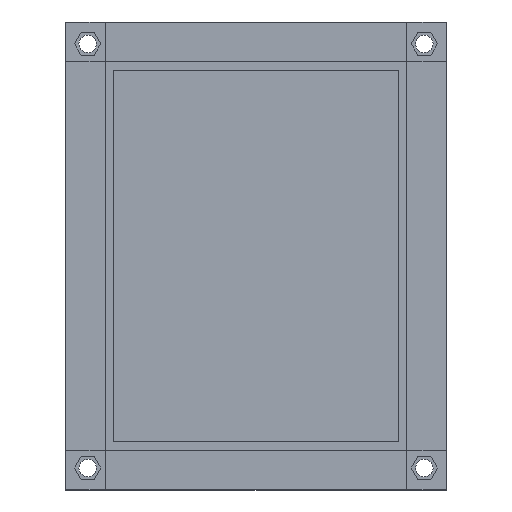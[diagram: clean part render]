
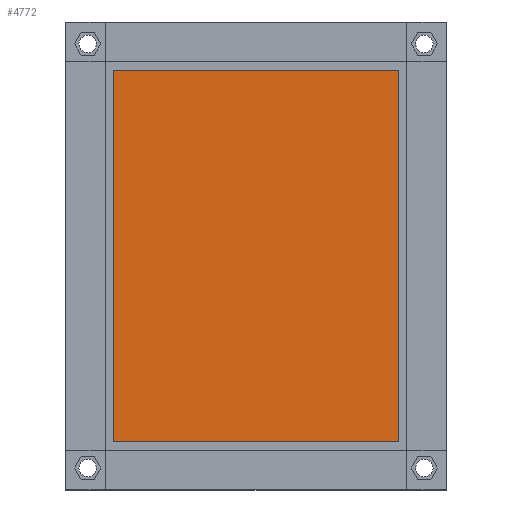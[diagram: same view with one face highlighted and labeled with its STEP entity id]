
A CAD part, top view. The second image highlights one B-rep face of the part: STEP entity #4772.
In plain terms, the highlighted planar face has unit normal (0, 0, 1).
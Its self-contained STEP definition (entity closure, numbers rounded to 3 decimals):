
#4140 = PLANE('',#4141);
#4141 = AXIS2_PLACEMENT_3D('',#4142,#4143,#4144);
#4142 = CARTESIAN_POINT('',(-16.25,21.25,8.));
#4143 = DIRECTION('',(0.,-1.,0.));
#4144 = DIRECTION('',(1.,0.,0.));
#4166 = PLANE('',#4167);
#4167 = AXIS2_PLACEMENT_3D('',#4168,#4169,#4170);
#4168 = CARTESIAN_POINT('',(-16.25,-21.25,8.));
#4169 = DIRECTION('',(1.,0.,0.));
#4170 = DIRECTION('',(0.,1.,0.));
#4192 = PLANE('',#4193);
#4193 = AXIS2_PLACEMENT_3D('',#4194,#4195,#4196);
#4194 = CARTESIAN_POINT('',(16.25,-21.25,8.));
#4195 = DIRECTION('',(0.,1.,0.));
#4196 = DIRECTION('',(-1.,0.,0.));
#4216 = PLANE('',#4217);
#4217 = AXIS2_PLACEMENT_3D('',#4218,#4219,#4220);
#4218 = CARTESIAN_POINT('',(16.25,21.25,8.));
#4219 = DIRECTION('',(-1.,0.,0.));
#4220 = DIRECTION('',(0.,-1.,0.));
#4565 = VERTEX_POINT('',#4566);
#4566 = CARTESIAN_POINT('',(-16.25,21.25,1.));
#4587 = EDGE_CURVE('',#4565,#4588,#4590,.T.);
#4588 = VERTEX_POINT('',#4589);
#4589 = CARTESIAN_POINT('',(16.25,21.25,1.));
#4590 = SURFACE_CURVE('',#4591,(#4595,#4602),.PCURVE_S1.);
#4591 = LINE('',#4592,#4593);
#4592 = CARTESIAN_POINT('',(-16.25,21.25,1.));
#4593 = VECTOR('',#4594,1.);
#4594 = DIRECTION('',(1.,0.,0.));
#4595 = PCURVE('',#4140,#4596);
#4596 = DEFINITIONAL_REPRESENTATION('',(#4597),#4601);
#4597 = LINE('',#4598,#4599);
#4598 = CARTESIAN_POINT('',(0.,-7.));
#4599 = VECTOR('',#4600,1.);
#4600 = DIRECTION('',(1.,0.));
#4601 = ( GEOMETRIC_REPRESENTATION_CONTEXT(2) 
PARAMETRIC_REPRESENTATION_CONTEXT() REPRESENTATION_CONTEXT('2D SPACE',''
  ) );
#4602 = PCURVE('',#4603,#4608);
#4603 = PLANE('',#4604);
#4604 = AXIS2_PLACEMENT_3D('',#4605,#4606,#4607);
#4605 = CARTESIAN_POINT('',(0.,0.,1.));
#4606 = DIRECTION('',(-0.,-0.,-1.));
#4607 = DIRECTION('',(-1.,0.,0.));
#4608 = DEFINITIONAL_REPRESENTATION('',(#4609),#4613);
#4609 = LINE('',#4610,#4611);
#4610 = CARTESIAN_POINT('',(16.25,21.25));
#4611 = VECTOR('',#4612,1.);
#4612 = DIRECTION('',(-1.,0.));
#4613 = ( GEOMETRIC_REPRESENTATION_CONTEXT(2) 
PARAMETRIC_REPRESENTATION_CONTEXT() REPRESENTATION_CONTEXT('2D SPACE',''
  ) );
#4641 = EDGE_CURVE('',#4588,#4642,#4644,.T.);
#4642 = VERTEX_POINT('',#4643);
#4643 = CARTESIAN_POINT('',(16.25,-21.25,1.));
#4644 = SURFACE_CURVE('',#4645,(#4649,#4656),.PCURVE_S1.);
#4645 = LINE('',#4646,#4647);
#4646 = CARTESIAN_POINT('',(16.25,21.25,1.));
#4647 = VECTOR('',#4648,1.);
#4648 = DIRECTION('',(0.,-1.,0.));
#4649 = PCURVE('',#4216,#4650);
#4650 = DEFINITIONAL_REPRESENTATION('',(#4651),#4655);
#4651 = LINE('',#4652,#4653);
#4652 = CARTESIAN_POINT('',(0.,-7.));
#4653 = VECTOR('',#4654,1.);
#4654 = DIRECTION('',(1.,0.));
#4655 = ( GEOMETRIC_REPRESENTATION_CONTEXT(2) 
PARAMETRIC_REPRESENTATION_CONTEXT() REPRESENTATION_CONTEXT('2D SPACE',''
  ) );
#4656 = PCURVE('',#4603,#4657);
#4657 = DEFINITIONAL_REPRESENTATION('',(#4658),#4662);
#4658 = LINE('',#4659,#4660);
#4659 = CARTESIAN_POINT('',(-16.25,21.25));
#4660 = VECTOR('',#4661,1.);
#4661 = DIRECTION('',(0.,-1.));
#4662 = ( GEOMETRIC_REPRESENTATION_CONTEXT(2) 
PARAMETRIC_REPRESENTATION_CONTEXT() REPRESENTATION_CONTEXT('2D SPACE',''
  ) );
#4690 = EDGE_CURVE('',#4642,#4691,#4693,.T.);
#4691 = VERTEX_POINT('',#4692);
#4692 = CARTESIAN_POINT('',(-16.25,-21.25,1.));
#4693 = SURFACE_CURVE('',#4694,(#4698,#4705),.PCURVE_S1.);
#4694 = LINE('',#4695,#4696);
#4695 = CARTESIAN_POINT('',(16.25,-21.25,1.));
#4696 = VECTOR('',#4697,1.);
#4697 = DIRECTION('',(-1.,0.,0.));
#4698 = PCURVE('',#4192,#4699);
#4699 = DEFINITIONAL_REPRESENTATION('',(#4700),#4704);
#4700 = LINE('',#4701,#4702);
#4701 = CARTESIAN_POINT('',(0.,-7.));
#4702 = VECTOR('',#4703,1.);
#4703 = DIRECTION('',(1.,0.));
#4704 = ( GEOMETRIC_REPRESENTATION_CONTEXT(2) 
PARAMETRIC_REPRESENTATION_CONTEXT() REPRESENTATION_CONTEXT('2D SPACE',''
  ) );
#4705 = PCURVE('',#4603,#4706);
#4706 = DEFINITIONAL_REPRESENTATION('',(#4707),#4711);
#4707 = LINE('',#4708,#4709);
#4708 = CARTESIAN_POINT('',(-16.25,-21.25));
#4709 = VECTOR('',#4710,1.);
#4710 = DIRECTION('',(1.,0.));
#4711 = ( GEOMETRIC_REPRESENTATION_CONTEXT(2) 
PARAMETRIC_REPRESENTATION_CONTEXT() REPRESENTATION_CONTEXT('2D SPACE',''
  ) );
#4739 = EDGE_CURVE('',#4691,#4565,#4740,.T.);
#4740 = SURFACE_CURVE('',#4741,(#4745,#4752),.PCURVE_S1.);
#4741 = LINE('',#4742,#4743);
#4742 = CARTESIAN_POINT('',(-16.25,-21.25,1.));
#4743 = VECTOR('',#4744,1.);
#4744 = DIRECTION('',(0.,1.,0.));
#4745 = PCURVE('',#4166,#4746);
#4746 = DEFINITIONAL_REPRESENTATION('',(#4747),#4751);
#4747 = LINE('',#4748,#4749);
#4748 = CARTESIAN_POINT('',(0.,-7.));
#4749 = VECTOR('',#4750,1.);
#4750 = DIRECTION('',(1.,0.));
#4751 = ( GEOMETRIC_REPRESENTATION_CONTEXT(2) 
PARAMETRIC_REPRESENTATION_CONTEXT() REPRESENTATION_CONTEXT('2D SPACE',''
  ) );
#4752 = PCURVE('',#4603,#4753);
#4753 = DEFINITIONAL_REPRESENTATION('',(#4754),#4758);
#4754 = LINE('',#4755,#4756);
#4755 = CARTESIAN_POINT('',(16.25,-21.25));
#4756 = VECTOR('',#4757,1.);
#4757 = DIRECTION('',(0.,1.));
#4758 = ( GEOMETRIC_REPRESENTATION_CONTEXT(2) 
PARAMETRIC_REPRESENTATION_CONTEXT() REPRESENTATION_CONTEXT('2D SPACE',''
  ) );
#4772 = ADVANCED_FACE('',(#4773),#4603,.F.);
#4773 = FACE_BOUND('',#4774,.F.);
#4774 = EDGE_LOOP('',(#4775,#4776,#4777,#4778));
#4775 = ORIENTED_EDGE('',*,*,#4587,.T.);
#4776 = ORIENTED_EDGE('',*,*,#4641,.T.);
#4777 = ORIENTED_EDGE('',*,*,#4690,.T.);
#4778 = ORIENTED_EDGE('',*,*,#4739,.T.);
